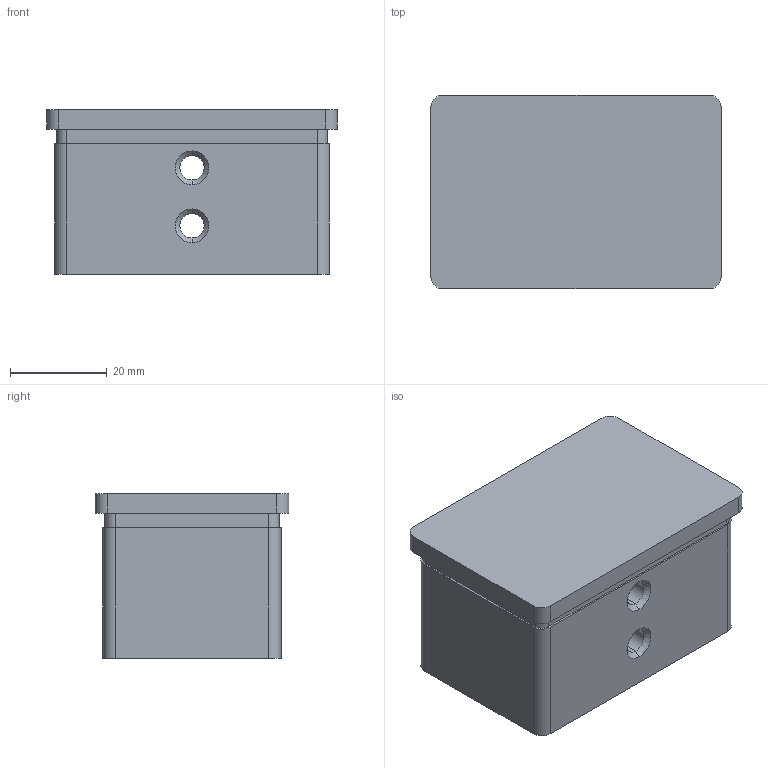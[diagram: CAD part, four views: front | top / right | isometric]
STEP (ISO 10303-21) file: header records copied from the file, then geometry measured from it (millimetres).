
FILE_DESCRIPTION (( 'STEP AP203' ), '1' );
FILE_NAME ('60338-240.STEP', '2020-11-25T13:32:16', ( '' ), ( '' ), 'SwSTEP 2.0', 'SolidWorks 2018', '' );
FILE_SCHEMA (( 'CONFIG_CONTROL_DESIGN' ));
Length unit declared in the file: millimetre
Products named in the file (2): 60338-240
Bounding box: 60 x 40 x 34 mm (x, y, z)
Volume: 17674.4 mm3; surface area: 16015.5 mm2
Topology: 1 solids, 1 shells, 382 faces, 1001 edges, 648 vertices
Faces by surface type: plane 185, bspline 151, cylinder 32, cone 8, sphere 6
Entity records: 19976 total; most frequent: CARTESIAN_POINT 11454, ORIENTED_EDGE 1990, DIRECTION 1219, EDGE_CURVE 995, VERTEX_POINT 648, VECTOR 625, LINE 625, EDGE_LOOP 419
